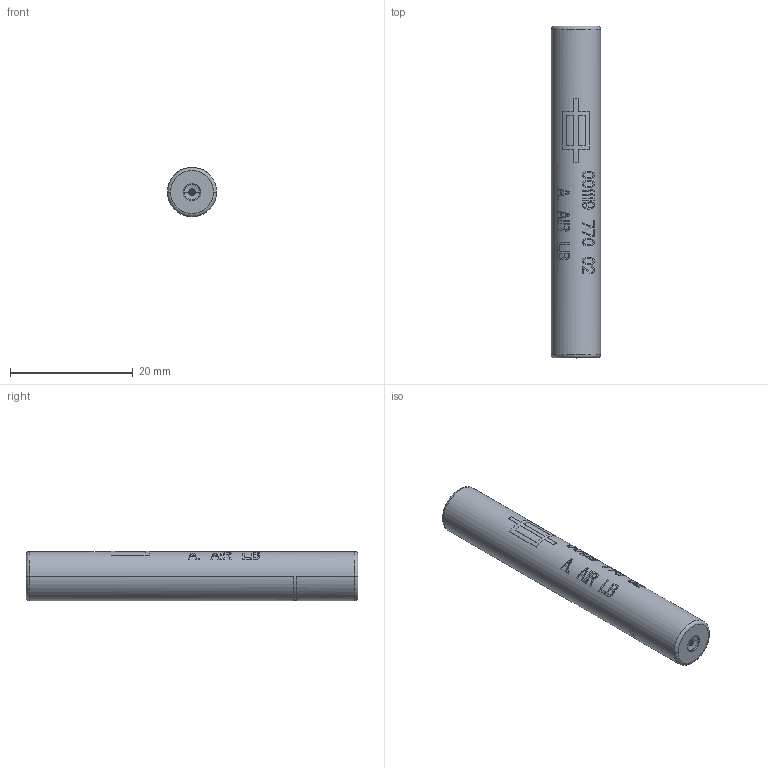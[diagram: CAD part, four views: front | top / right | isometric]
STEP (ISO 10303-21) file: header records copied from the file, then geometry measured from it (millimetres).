
FILE_DESCRIPTION((''),'2;1');
FILE_NAME('00111977002','2020-09-17T',('presta_be4'),(''),'CREO PARAMETRIC BY PTC INC, 2018360','CREO PARAMETRIC BY PTC INC, 2018360','');
FILE_SCHEMA(('CONFIG_CONTROL_DESIGN'));
Length unit declared in the file: millimetre
Products named in the file (1): 00111977002
Bounding box: 8 x 54 x 8.03 mm (x, y, z)
Volume: 2020.8 mm3; surface area: 2697.8 mm2
Topology: 4 solids, 4 shells, 712 faces, 1888 edges, 1230 vertices
Faces by surface type: plane 483, cylinder 135, torus 48, cone 32, bspline 14
Entity records: 22770 total; most frequent: CARTESIAN_POINT 5898, ORIENTED_EDGE 3776, DIRECTION 3134, EDGE_CURVE 1888, VERTEX_POINT 1230, AXIS2_PLACEMENT_3D 1176, VECTOR 782, LINE 782
